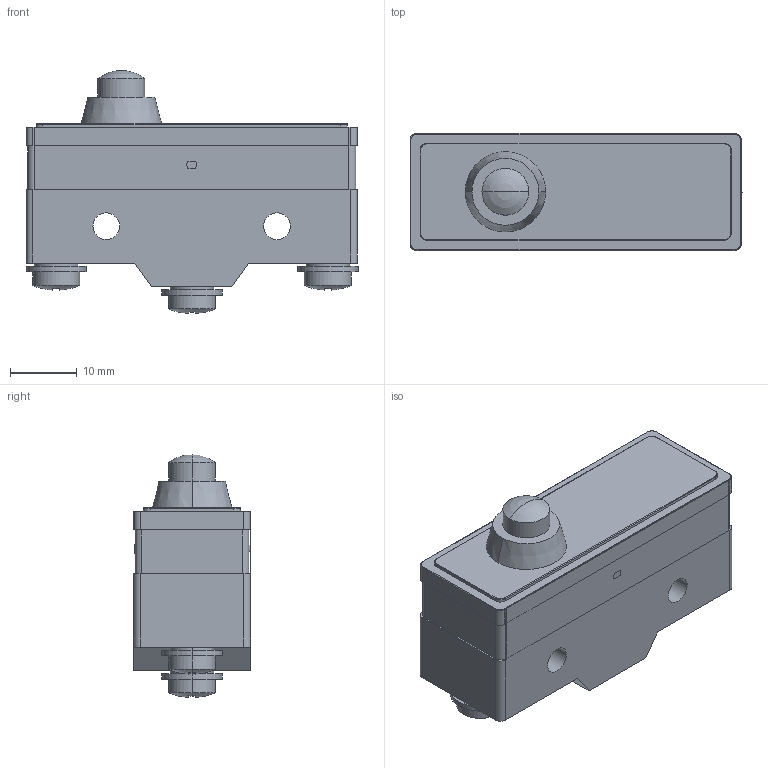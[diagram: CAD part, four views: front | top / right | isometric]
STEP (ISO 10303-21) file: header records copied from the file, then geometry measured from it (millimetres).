
FILE_DESCRIPTION((''),'2;1');
FILE_NAME('11D1','2022-03-01T',('qinxiong.ji'),(''),'PRO/ENGINEER BY PARAMETRIC TECHNOLOGY CORPORATION, 2015440','PRO/ENGINEER BY PARAMETRIC TECHNOLOGY CORPORATION, 2015440','');
FILE_SCHEMA(('CONFIG_CONTROL_DESIGN'));
Length unit declared in the file: millimetre
Products named in the file (1): 11D1
Bounding box: 49.6 x 17.5 x 36.28 mm (x, y, z)
Volume: 18580.5 mm3; surface area: 7686.3 mm2
Topology: 1 solids, 9 shells, 223 faces, 513 edges, 322 vertices
Faces by surface type: plane 115, cylinder 88, torus 8, sphere 8, cone 4
Entity records: 6365 total; most frequent: DIRECTION 1203, CARTESIAN_POINT 1054, ORIENTED_EDGE 1018, EDGE_CURVE 509, AXIS2_PLACEMENT_3D 471, VERTEX_POINT 322, VECTOR 261, LINE 261
